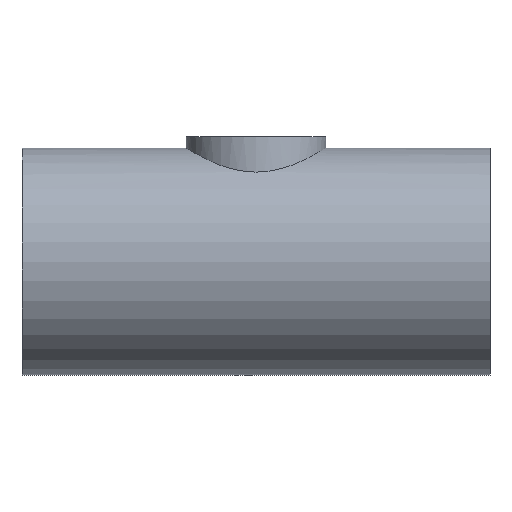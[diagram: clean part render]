
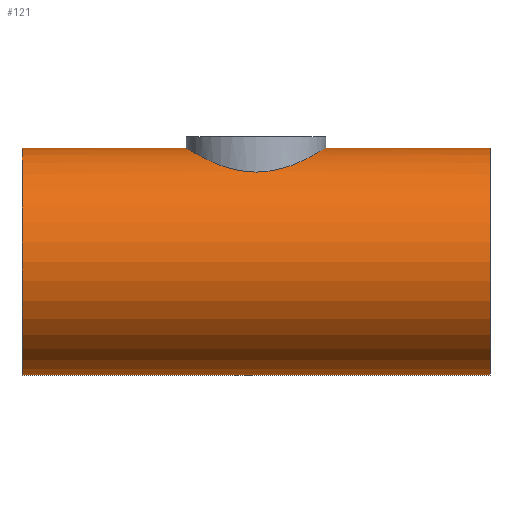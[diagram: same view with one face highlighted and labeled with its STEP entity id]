
A CAD part, front view. The second image highlights one B-rep face of the part: STEP entity #121.
In plain terms, the highlighted cylindrical face has radius 82.6 mm (diameter 165.2 mm), a full revolution.
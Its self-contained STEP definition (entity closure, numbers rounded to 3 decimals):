
#21=FACE_BOUND('',#39,.T.);
#28=FACE_OUTER_BOUND('',#38,.T.);
#38=EDGE_LOOP('',(#104,#105,#106,#107));
#39=EDGE_LOOP('',(#108,#109));
#46=CIRCLE('',#152,82.6);
#47=CIRCLE('',#154,82.6);
#51=LINE('',#350,#55);
#55=VECTOR('',#185,82.6);
#58=B_SPLINE_CURVE_WITH_KNOTS('',3,(#275,#276,#277,#278,#279,#280,#281,
#282,#283,#284,#285,#286,#287,#288,#289,#290,#291,#292),.UNSPECIFIED.,.F.,
 .F.,(4,2,2,2,2,2,2,2,4),(0.,0.993,1.985,2.978,
3.971,4.956,5.941,6.927,7.912),
 .UNSPECIFIED.);
#59=B_SPLINE_CURVE_WITH_KNOTS('',3,(#293,#294,#295,#296,#297,#298,#299,
#300,#301,#302,#303,#304,#305,#306,#307,#308,#309,#310,#311,#312,#313,#314,
#315,#316,#317,#318,#319,#320,#321,#322,#323,#324,#325,#326,#327,#328,#329,
#330,#331,#332,#333,#334,#335,#336,#337,#338,#339,#340,#341,#342),
 .UNSPECIFIED.,.F.,.F.,(4,2,2,2,2,2,2,2,2,2,2,2,2,2,2,2,2,2,2,2,2,2,2,2,
4),(7.912,8.898,9.883,10.868,
11.854,12.846,13.839,14.832,15.824,
16.817,17.809,18.802,19.795,20.78,
21.766,22.751,23.736,24.722,25.707,
26.693,27.678,28.671,29.663,30.656,
31.648),.UNSPECIFIED.);
#66=VERTEX_POINT('',#272);
#67=VERTEX_POINT('',#274);
#68=VERTEX_POINT('',#345);
#69=VERTEX_POINT('',#348);
#79=EDGE_CURVE('',#67,#66,#58,.T.);
#80=EDGE_CURVE('',#66,#67,#59,.T.);
#81=EDGE_CURVE('',#68,#68,#46,.T.);
#82=EDGE_CURVE('',#69,#69,#47,.T.);
#83=EDGE_CURVE('',#69,#68,#51,.T.);
#104=ORIENTED_EDGE('',*,*,#82,.F.);
#105=ORIENTED_EDGE('',*,*,#83,.T.);
#106=ORIENTED_EDGE('',*,*,#81,.F.);
#107=ORIENTED_EDGE('',*,*,#83,.F.);
#108=ORIENTED_EDGE('',*,*,#79,.T.);
#109=ORIENTED_EDGE('',*,*,#80,.T.);
#115=CYLINDRICAL_SURFACE('',#153,82.6);
#121=ADVANCED_FACE('',(#28,#21),#115,.T.);
#152=AXIS2_PLACEMENT_3D('',#346,#179,#180);
#153=AXIS2_PLACEMENT_3D('',#347,#181,#182);
#154=AXIS2_PLACEMENT_3D('',#349,#183,#184);
#179=DIRECTION('center_axis',(-1.,0.,0.));
#180=DIRECTION('ref_axis',(0.,1.,0.));
#181=DIRECTION('center_axis',(1.,0.,0.));
#182=DIRECTION('ref_axis',(0.,1.,0.));
#183=DIRECTION('center_axis',(1.,0.,0.));
#184=DIRECTION('ref_axis',(0.,1.,0.));
#185=DIRECTION('',(-1.,0.,0.));
#272=CARTESIAN_POINT('',(-50.8,0.,82.6));
#274=CARTESIAN_POINT('',(0.,-50.8,65.132));
#275=CARTESIAN_POINT('Ctrl Pts',(0.,-50.8,65.132));
#276=CARTESIAN_POINT('Ctrl Pts',(-3.309,-50.8,65.132));
#277=CARTESIAN_POINT('Ctrl Pts',(-6.684,-50.472,65.391));
#278=CARTESIAN_POINT('Ctrl Pts',(-13.324,-49.138,66.399));
#279=CARTESIAN_POINT('Ctrl Pts',(-16.588,-48.133,67.145));
#280=CARTESIAN_POINT('Ctrl Pts',(-22.801,-45.52,68.943));
#281=CARTESIAN_POINT('Ctrl Pts',(-25.756,-43.91,69.995));
#282=CARTESIAN_POINT('Ctrl Pts',(-31.209,-40.218,72.179));
#283=CARTESIAN_POINT('Ctrl Pts',(-33.707,-38.135,73.311));
#284=CARTESIAN_POINT('Ctrl Pts',(-38.119,-33.723,75.442));
#285=CARTESIAN_POINT('Ctrl Pts',(-40.199,-31.233,76.522));
#286=CARTESIAN_POINT('Ctrl Pts',(-43.897,-25.778,78.528));
#287=CARTESIAN_POINT('Ctrl Pts',(-45.515,-22.813,79.452));
#288=CARTESIAN_POINT('Ctrl Pts',(-48.138,-16.577,80.983));
#289=CARTESIAN_POINT('Ctrl Pts',(-49.145,-13.299,81.591));
#290=CARTESIAN_POINT('Ctrl Pts',(-50.476,-6.654,82.4));
#291=CARTESIAN_POINT('Ctrl Pts',(-50.8,-3.285,82.6));
#292=CARTESIAN_POINT('Ctrl Pts',(-50.8,0.,82.6));
#293=CARTESIAN_POINT('Ctrl Pts',(-50.8,0.,82.6));
#294=CARTESIAN_POINT('Ctrl Pts',(-50.8,3.285,82.6));
#295=CARTESIAN_POINT('Ctrl Pts',(-50.476,6.654,82.4));
#296=CARTESIAN_POINT('Ctrl Pts',(-49.145,13.299,81.591));
#297=CARTESIAN_POINT('Ctrl Pts',(-48.138,16.577,80.983));
#298=CARTESIAN_POINT('Ctrl Pts',(-45.515,22.813,79.452));
#299=CARTESIAN_POINT('Ctrl Pts',(-43.897,25.778,78.528));
#300=CARTESIAN_POINT('Ctrl Pts',(-40.199,31.233,76.522));
#301=CARTESIAN_POINT('Ctrl Pts',(-38.119,33.723,75.442));
#302=CARTESIAN_POINT('Ctrl Pts',(-33.707,38.135,73.311));
#303=CARTESIAN_POINT('Ctrl Pts',(-31.209,40.218,72.179));
#304=CARTESIAN_POINT('Ctrl Pts',(-25.756,43.91,69.995));
#305=CARTESIAN_POINT('Ctrl Pts',(-22.801,45.52,68.943));
#306=CARTESIAN_POINT('Ctrl Pts',(-16.588,48.133,67.145));
#307=CARTESIAN_POINT('Ctrl Pts',(-13.324,49.138,66.399));
#308=CARTESIAN_POINT('Ctrl Pts',(-6.684,50.472,65.391));
#309=CARTESIAN_POINT('Ctrl Pts',(-3.309,50.8,65.132));
#310=CARTESIAN_POINT('Ctrl Pts',(3.309,50.8,65.132));
#311=CARTESIAN_POINT('Ctrl Pts',(6.684,50.472,65.391));
#312=CARTESIAN_POINT('Ctrl Pts',(13.324,49.138,66.399));
#313=CARTESIAN_POINT('Ctrl Pts',(16.588,48.133,67.145));
#314=CARTESIAN_POINT('Ctrl Pts',(22.801,45.52,68.943));
#315=CARTESIAN_POINT('Ctrl Pts',(25.756,43.91,69.995));
#316=CARTESIAN_POINT('Ctrl Pts',(31.209,40.218,72.179));
#317=CARTESIAN_POINT('Ctrl Pts',(33.707,38.135,73.311));
#318=CARTESIAN_POINT('Ctrl Pts',(38.119,33.723,75.442));
#319=CARTESIAN_POINT('Ctrl Pts',(40.199,31.233,76.522));
#320=CARTESIAN_POINT('Ctrl Pts',(43.897,25.778,78.528));
#321=CARTESIAN_POINT('Ctrl Pts',(45.515,22.813,79.452));
#322=CARTESIAN_POINT('Ctrl Pts',(48.138,16.577,80.983));
#323=CARTESIAN_POINT('Ctrl Pts',(49.145,13.299,81.591));
#324=CARTESIAN_POINT('Ctrl Pts',(50.476,6.654,82.4));
#325=CARTESIAN_POINT('Ctrl Pts',(50.8,3.285,82.6));
#326=CARTESIAN_POINT('Ctrl Pts',(50.8,-3.285,82.6));
#327=CARTESIAN_POINT('Ctrl Pts',(50.476,-6.654,82.4));
#328=CARTESIAN_POINT('Ctrl Pts',(49.145,-13.299,81.591));
#329=CARTESIAN_POINT('Ctrl Pts',(48.138,-16.577,80.983));
#330=CARTESIAN_POINT('Ctrl Pts',(45.515,-22.813,79.452));
#331=CARTESIAN_POINT('Ctrl Pts',(43.897,-25.778,78.528));
#332=CARTESIAN_POINT('Ctrl Pts',(40.199,-31.233,76.522));
#333=CARTESIAN_POINT('Ctrl Pts',(38.119,-33.723,75.442));
#334=CARTESIAN_POINT('Ctrl Pts',(33.707,-38.135,73.311));
#335=CARTESIAN_POINT('Ctrl Pts',(31.209,-40.218,72.179));
#336=CARTESIAN_POINT('Ctrl Pts',(25.756,-43.91,69.995));
#337=CARTESIAN_POINT('Ctrl Pts',(22.801,-45.52,68.943));
#338=CARTESIAN_POINT('Ctrl Pts',(16.588,-48.133,67.145));
#339=CARTESIAN_POINT('Ctrl Pts',(13.324,-49.138,66.399));
#340=CARTESIAN_POINT('Ctrl Pts',(6.684,-50.472,65.391));
#341=CARTESIAN_POINT('Ctrl Pts',(3.309,-50.8,65.132));
#342=CARTESIAN_POINT('Ctrl Pts',(0.,-50.8,65.132));
#345=CARTESIAN_POINT('',(-170.,-82.6,0.));
#346=CARTESIAN_POINT('Origin',(-170.,0.,0.));
#347=CARTESIAN_POINT('Origin',(0.,0.,0.));
#348=CARTESIAN_POINT('',(170.,-82.6,0.));
#349=CARTESIAN_POINT('Origin',(170.,0.,0.));
#350=CARTESIAN_POINT('',(0.,-82.6,0.));
